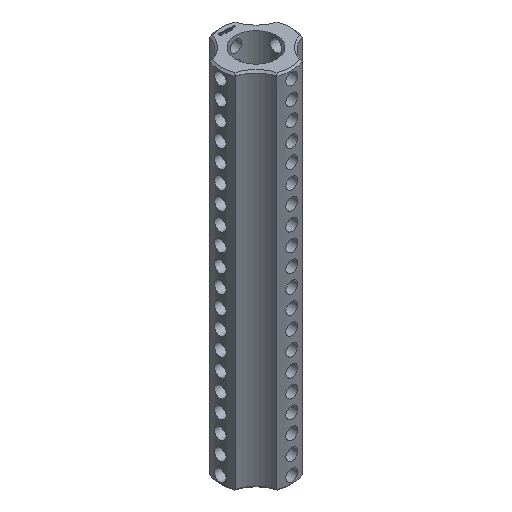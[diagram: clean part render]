
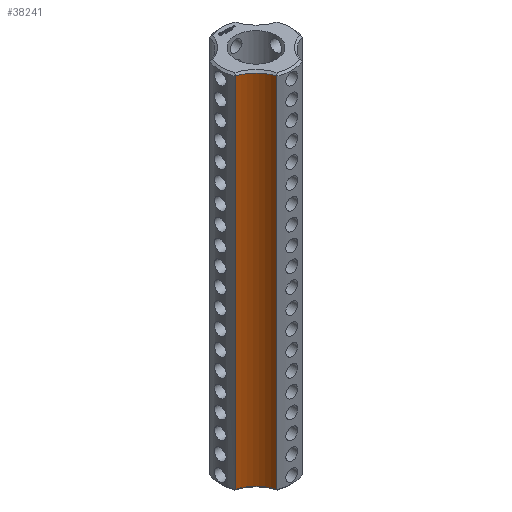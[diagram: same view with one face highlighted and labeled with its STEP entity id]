
A CAD part, isometric view. The second image highlights one B-rep face of the part: STEP entity #38241.
In plain terms, the highlighted cylindrical face has radius 5 mm (diameter 10 mm), a partial arc.
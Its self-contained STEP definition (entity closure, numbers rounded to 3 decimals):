
#4409 = CYLINDRICAL_SURFACE('',#4410,6.25);
#4410 = AXIS2_PLACEMENT_3D('',#4411,#4412,#4413);
#4411 = CARTESIAN_POINT('',(0.,0.,0.));
#4412 = DIRECTION('',(-0.,-0.,-1.));
#4413 = DIRECTION('',(1.,0.,0.));
#9826 = EDGE_CURVE('',#9827,#9829,#9831,.T.);
#9827 = VERTEX_POINT('',#9828);
#9828 = CARTESIAN_POINT('',(-2.225,-5.841,0.3));
#9829 = VERTEX_POINT('',#9830);
#9830 = CARTESIAN_POINT('',(-2.225,-5.841,62.2));
#9831 = SURFACE_CURVE('',#9832,(#9836,#9843),.PCURVE_S1.);
#9832 = LINE('',#9833,#9834);
#9833 = CARTESIAN_POINT('',(-2.225,-5.841,0.));
#9834 = VECTOR('',#9835,1.);
#9835 = DIRECTION('',(0.,0.,1.));
#9836 = PCURVE('',#4409,#9837);
#9837 = DEFINITIONAL_REPRESENTATION('',(#9838),#9842);
#9838 = LINE('',#9839,#9840);
#9839 = CARTESIAN_POINT('',(-4.348,0.));
#9840 = VECTOR('',#9841,1.);
#9841 = DIRECTION('',(-0.,-1.));
#9842 = ( GEOMETRIC_REPRESENTATION_CONTEXT(2) 
PARAMETRIC_REPRESENTATION_CONTEXT() REPRESENTATION_CONTEXT('2D SPACE',''
  ) );
#9843 = PCURVE('',#9844,#9849);
#9844 = CYLINDRICAL_SURFACE('',#9845,5.);
#9845 = AXIS2_PLACEMENT_3D('',#9846,#9847,#9848);
#9846 = CARTESIAN_POINT('',(-7.071,-7.071,0.));
#9847 = DIRECTION('',(-0.,-0.,-1.));
#9848 = DIRECTION('',(1.,0.,0.));
#9849 = DEFINITIONAL_REPRESENTATION('',(#9850),#9854);
#9850 = LINE('',#9851,#9852);
#9851 = CARTESIAN_POINT('',(-0.249,0.));
#9852 = VECTOR('',#9853,1.);
#9853 = DIRECTION('',(-0.,-1.));
#9854 = ( GEOMETRIC_REPRESENTATION_CONTEXT(2) 
PARAMETRIC_REPRESENTATION_CONTEXT() REPRESENTATION_CONTEXT('2D SPACE',''
  ) );
#13167 = CONICAL_SURFACE('',#13168,5.,0.785);
#13168 = AXIS2_PLACEMENT_3D('',#13169,#13170,#13171);
#13169 = CARTESIAN_POINT('',(-7.071,-7.071,0.3));
#13170 = DIRECTION('',(-0.,-0.,-1.));
#13171 = DIRECTION('',(0.969,0.246,0.));
#13369 = CONICAL_SURFACE('',#13370,5.,0.785);
#13370 = AXIS2_PLACEMENT_3D('',#13371,#13372,#13373);
#13371 = CARTESIAN_POINT('',(-7.071,-7.071,62.2));
#13372 = DIRECTION('',(0.,0.,1.));
#13373 = DIRECTION('',(0.969,0.246,0.));
#38241 = ADVANCED_FACE('',(#38242),#9844,.F.);
#38242 = FACE_BOUND('',#38243,.T.);
#38243 = EDGE_LOOP('',(#38244,#38245,#38269,#38297));
#38244 = ORIENTED_EDGE('',*,*,#9826,.T.);
#38245 = ORIENTED_EDGE('',*,*,#38246,.T.);
#38246 = EDGE_CURVE('',#9829,#38247,#38249,.T.);
#38247 = VERTEX_POINT('',#38248);
#38248 = CARTESIAN_POINT('',(-5.841,-2.225,62.2));
#38249 = SURFACE_CURVE('',#38250,(#38255,#38262),.PCURVE_S1.);
#38250 = CIRCLE('',#38251,5.);
#38251 = AXIS2_PLACEMENT_3D('',#38252,#38253,#38254);
#38252 = CARTESIAN_POINT('',(-7.071,-7.071,62.2));
#38253 = DIRECTION('',(0.,-0.,1.));
#38254 = DIRECTION('',(0.969,0.246,0.));
#38255 = PCURVE('',#9844,#38256);
#38256 = DEFINITIONAL_REPRESENTATION('',(#38257),#38261);
#38257 = LINE('',#38258,#38259);
#38258 = CARTESIAN_POINT('',(-0.249,-62.2));
#38259 = VECTOR('',#38260,1.);
#38260 = DIRECTION('',(-1.,0.));
#38261 = ( GEOMETRIC_REPRESENTATION_CONTEXT(2) 
PARAMETRIC_REPRESENTATION_CONTEXT() REPRESENTATION_CONTEXT('2D SPACE',''
  ) );
#38262 = PCURVE('',#13369,#38263);
#38263 = DEFINITIONAL_REPRESENTATION('',(#38264),#38268);
#38264 = LINE('',#38265,#38266);
#38265 = CARTESIAN_POINT('',(0.,0.));
#38266 = VECTOR('',#38267,1.);
#38267 = DIRECTION('',(1.,0.));
#38268 = ( GEOMETRIC_REPRESENTATION_CONTEXT(2) 
PARAMETRIC_REPRESENTATION_CONTEXT() REPRESENTATION_CONTEXT('2D SPACE',''
  ) );
#38269 = ORIENTED_EDGE('',*,*,#38270,.F.);
#38270 = EDGE_CURVE('',#38271,#38247,#38273,.T.);
#38271 = VERTEX_POINT('',#38272);
#38272 = CARTESIAN_POINT('',(-5.841,-2.225,0.3));
#38273 = SURFACE_CURVE('',#38274,(#38278,#38285),.PCURVE_S1.);
#38274 = LINE('',#38275,#38276);
#38275 = CARTESIAN_POINT('',(-5.841,-2.225,0.));
#38276 = VECTOR('',#38277,1.);
#38277 = DIRECTION('',(0.,0.,1.));
#38278 = PCURVE('',#9844,#38279);
#38279 = DEFINITIONAL_REPRESENTATION('',(#38280),#38284);
#38280 = LINE('',#38281,#38282);
#38281 = CARTESIAN_POINT('',(-1.322,0.));
#38282 = VECTOR('',#38283,1.);
#38283 = DIRECTION('',(-0.,-1.));
#38284 = ( GEOMETRIC_REPRESENTATION_CONTEXT(2) 
PARAMETRIC_REPRESENTATION_CONTEXT() REPRESENTATION_CONTEXT('2D SPACE',''
  ) );
#38285 = PCURVE('',#38286,#38291);
#38286 = CYLINDRICAL_SURFACE('',#38287,6.25);
#38287 = AXIS2_PLACEMENT_3D('',#38288,#38289,#38290);
#38288 = CARTESIAN_POINT('',(0.,0.,0.));
#38289 = DIRECTION('',(-0.,-0.,-1.));
#38290 = DIRECTION('',(1.,0.,0.));
#38291 = DEFINITIONAL_REPRESENTATION('',(#38292),#38296);
#38292 = LINE('',#38293,#38294);
#38293 = CARTESIAN_POINT('',(-3.506,0.));
#38294 = VECTOR('',#38295,1.);
#38295 = DIRECTION('',(-0.,-1.));
#38296 = ( GEOMETRIC_REPRESENTATION_CONTEXT(2) 
PARAMETRIC_REPRESENTATION_CONTEXT() REPRESENTATION_CONTEXT('2D SPACE',''
  ) );
#38297 = ORIENTED_EDGE('',*,*,#38298,.F.);
#38298 = EDGE_CURVE('',#9827,#38271,#38299,.T.);
#38299 = SURFACE_CURVE('',#38300,(#38305,#38312),.PCURVE_S1.);
#38300 = CIRCLE('',#38301,5.);
#38301 = AXIS2_PLACEMENT_3D('',#38302,#38303,#38304);
#38302 = CARTESIAN_POINT('',(-7.071,-7.071,0.3));
#38303 = DIRECTION('',(0.,-0.,1.));
#38304 = DIRECTION('',(0.969,0.246,0.));
#38305 = PCURVE('',#9844,#38306);
#38306 = DEFINITIONAL_REPRESENTATION('',(#38307),#38311);
#38307 = LINE('',#38308,#38309);
#38308 = CARTESIAN_POINT('',(-0.249,-0.3));
#38309 = VECTOR('',#38310,1.);
#38310 = DIRECTION('',(-1.,0.));
#38311 = ( GEOMETRIC_REPRESENTATION_CONTEXT(2) 
PARAMETRIC_REPRESENTATION_CONTEXT() REPRESENTATION_CONTEXT('2D SPACE',''
  ) );
#38312 = PCURVE('',#13167,#38313);
#38313 = DEFINITIONAL_REPRESENTATION('',(#38314),#38318);
#38314 = LINE('',#38315,#38316);
#38315 = CARTESIAN_POINT('',(-0.,0.));
#38316 = VECTOR('',#38317,1.);
#38317 = DIRECTION('',(-1.,0.));
#38318 = ( GEOMETRIC_REPRESENTATION_CONTEXT(2) 
PARAMETRIC_REPRESENTATION_CONTEXT() REPRESENTATION_CONTEXT('2D SPACE',''
  ) );
